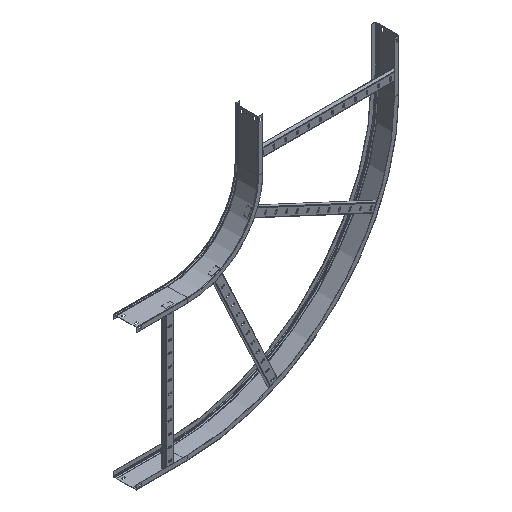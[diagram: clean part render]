
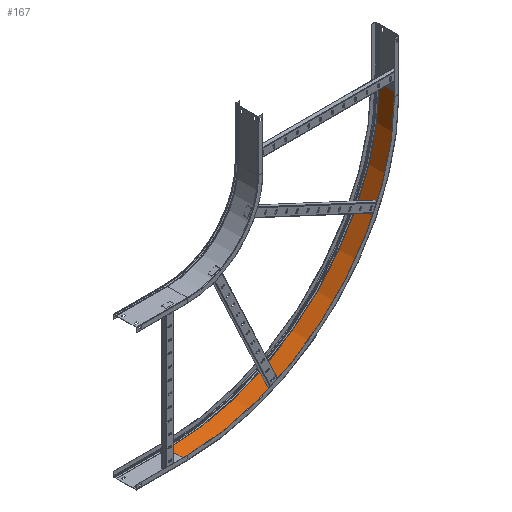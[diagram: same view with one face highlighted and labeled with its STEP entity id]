
A CAD part, isometric view. The second image highlights one B-rep face of the part: STEP entity #167.
In plain terms, the highlighted cylindrical face has radius 898.8 mm (diameter 1797.6 mm), a partial arc.
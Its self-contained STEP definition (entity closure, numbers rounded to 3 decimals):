
#2 = CARTESIAN_POINT ( 'NONE',  ( 0., 2.2, 0. ) ) ;
#49 = CARTESIAN_POINT ( 'NONE',  ( 898.8, 84.026, 0. ) ) ;
#167 = ADVANCED_FACE ( 'NONE', ( #4537 ), #458, .F. ) ;
#458 = CYLINDRICAL_SURFACE ( 'NONE', #3283, 898.8 ) ;
#635 = VERTEX_POINT ( 'NONE', #5115 ) ;
#698 = EDGE_CURVE ( 'NONE', #5539, #6403, #8161, .T. ) ;
#748 = LINE ( 'NONE', #5278, #3047 ) ;
#858 = VECTOR ( 'NONE', #5791, 1000. ) ;
#1468 = ORIENTED_EDGE ( 'NONE', *, *, #3809, .F. ) ;
#2115 = EDGE_CURVE ( 'NONE', #8026, #6403, #5937, .T. ) ;
#2142 = DIRECTION ( 'NONE',  ( 0., 0., 1. ) ) ;
#2286 = EDGE_CURVE ( 'NONE', #635, #5539, #748, .T. ) ;
#2496 = DIRECTION ( 'NONE',  ( 0., 1., 0. ) ) ;
#3047 = VECTOR ( 'NONE', #3170, 1000. ) ;
#3109 = DIRECTION ( 'NONE',  ( 0., 0., 1. ) ) ;
#3170 = DIRECTION ( 'NONE',  ( 0., 1., 0. ) ) ;
#3283 = AXIS2_PLACEMENT_3D ( 'NONE', #7421, #2496, #3109 ) ;
#3704 = AXIS2_PLACEMENT_3D ( 'NONE', #4622, #6068, #8200 ) ;
#3809 = EDGE_CURVE ( 'NONE', #635, #8026, #8537, .T. ) ;
#4421 = CARTESIAN_POINT ( 'NONE',  ( 0., 2.2, -898.8 ) ) ;
#4537 = FACE_OUTER_BOUND ( 'NONE', #4689, .T. ) ;
#4622 = CARTESIAN_POINT ( 'NONE',  ( 0., 84.026, 0. ) ) ;
#4689 = EDGE_LOOP ( 'NONE', ( #5832, #7515, #1468, #6518 ) ) ;
#5115 = CARTESIAN_POINT ( 'NONE',  ( 898.8, 2.2, 0. ) ) ;
#5278 = CARTESIAN_POINT ( 'NONE',  ( 898.8, 0., 0. ) ) ;
#5282 = CARTESIAN_POINT ( 'NONE',  ( 0., 84.026, -898.8 ) ) ;
#5539 = VERTEX_POINT ( 'NONE', #49 ) ;
#5791 = DIRECTION ( 'NONE',  ( 0., 1., 0. ) ) ;
#5832 = ORIENTED_EDGE ( 'NONE', *, *, #698, .T. ) ;
#5937 = LINE ( 'NONE', #4421, #858 ) ;
#6068 = DIRECTION ( 'NONE',  ( 0., 1., 0. ) ) ;
#6403 = VERTEX_POINT ( 'NONE', #5282 ) ;
#6518 = ORIENTED_EDGE ( 'NONE', *, *, #2286, .T. ) ;
#7011 = AXIS2_PLACEMENT_3D ( 'NONE', #2, #7674, #2142 ) ;
#7421 = CARTESIAN_POINT ( 'NONE',  ( 0., 0., 0. ) ) ;
#7515 = ORIENTED_EDGE ( 'NONE', *, *, #2115, .F. ) ;
#7563 = CARTESIAN_POINT ( 'NONE',  ( 0., 2.2, -898.8 ) ) ;
#7674 = DIRECTION ( 'NONE',  ( 0., 1., 0. ) ) ;
#8026 = VERTEX_POINT ( 'NONE', #7563 ) ;
#8161 = CIRCLE ( 'NONE', #3704, 898.8 ) ;
#8200 = DIRECTION ( 'NONE',  ( 0., 0., 1. ) ) ;
#8537 = CIRCLE ( 'NONE', #7011, 898.8 ) ;
